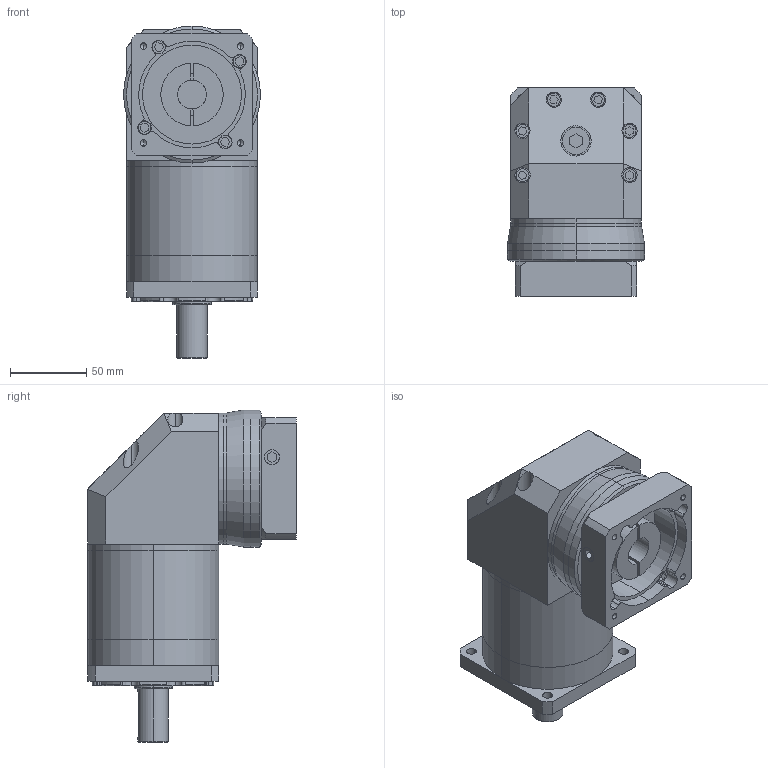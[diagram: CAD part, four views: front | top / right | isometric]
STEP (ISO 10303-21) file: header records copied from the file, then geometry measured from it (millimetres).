
FILE_DESCRIPTION (( 'STEP AP214' ), '1' );
FILE_NAME ('VGZF85邧撰耀倰 源80.STEP', '2018-05-09T03:38:09', ( 'Windows' ), ( 'Microsoft' ), 'SwSTEP 2.0', 'SolidWorks 2016', '' );
FILE_SCHEMA (( 'AUTOMOTIVE_DESIGN' ));
Length unit declared in the file: millimetre
Products named in the file (1): VGZF85邧撰耀倰 源80
Bounding box: 90 x 137 x 218 mm (x, y, z)
Volume: 1276592.4 mm3; surface area: 161145.2 mm2
Topology: 5 solids, 5 shells, 478 faces, 1185 edges, 767 vertices
Faces by surface type: plane 258, cylinder 187, cone 20, torus 13
Entity records: 14523 total; most frequent: CARTESIAN_POINT 2676, DIRECTION 2517, ORIENTED_EDGE 2350, EDGE_CURVE 1175, AXIS2_PLACEMENT_3D 910, VERTEX_POINT 767, LINE 697, VECTOR 697
